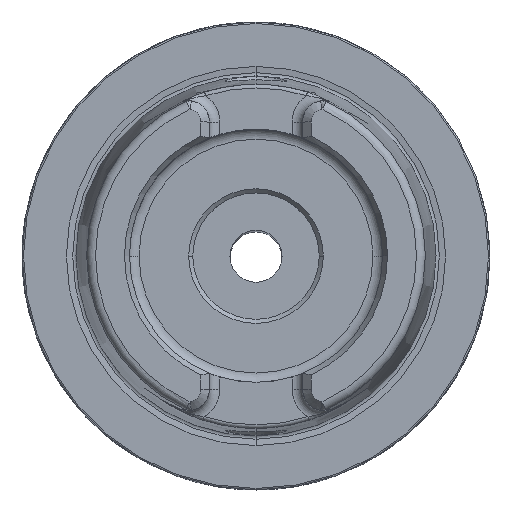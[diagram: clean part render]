
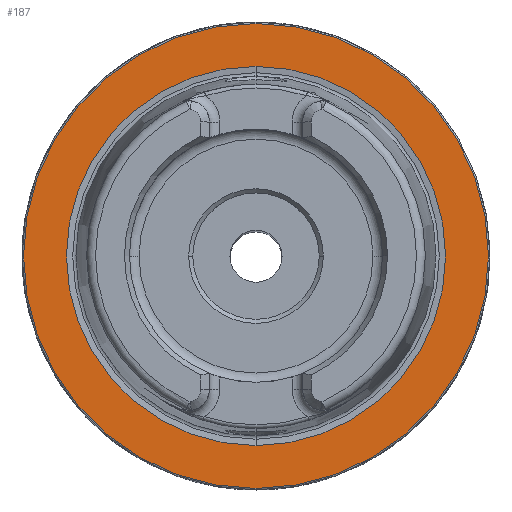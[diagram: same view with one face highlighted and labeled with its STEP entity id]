
A CAD part, top view. The second image highlights one B-rep face of the part: STEP entity #187.
In plain terms, the highlighted planar face has unit normal (0, 0, 1).
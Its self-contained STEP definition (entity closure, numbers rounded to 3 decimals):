
#187 = ADVANCED_FACE ( 'NONE', ( #4972, #4994 ), #8977, .T. ) ;
#274 = AXIS2_PLACEMENT_3D ( 'NONE', #1728, #1703, #1657 ) ;
#1657 = DIRECTION ( 'NONE',  ( 0., -1., 0. ) ) ;
#1703 = DIRECTION ( 'NONE',  ( 0., 0., 1. ) ) ;
#1728 = CARTESIAN_POINT ( 'NONE',  ( 0., 0., 0. ) ) ;
#2555 = ORIENTED_EDGE ( 'NONE', *, *, #10397, .T. ) ;
#2597 = ORIENTED_EDGE ( 'NONE', *, *, #4774, .T. ) ;
#2686 = CARTESIAN_POINT ( 'NONE',  ( 0., 31.27, 0. ) ) ;
#3606 = CIRCLE ( 'NONE', #274, 31.27 ) ;
#3622 = CARTESIAN_POINT ( 'NONE',  ( 0., -31.27, 0. ) ) ;
#4180 = ORIENTED_EDGE ( 'NONE', *, *, #9963, .T. ) ;
#4740 = EDGE_CURVE ( 'NONE', #7917, #9285, #8522, .T. ) ;
#4774 = EDGE_CURVE ( 'NONE', #11941, #10959, #8509, .T. ) ;
#4972 = FACE_OUTER_BOUND ( 'NONE', #9366, .T. ) ;
#4994 = FACE_BOUND ( 'NONE', #5498, .T. ) ;
#5086 = CARTESIAN_POINT ( 'NONE',  ( 0., 25.5, 0. ) ) ;
#5498 = EDGE_LOOP ( 'NONE', ( #4180, #6692 ) ) ;
#6665 = AXIS2_PLACEMENT_3D ( 'NONE', #8429, #8427, #8411 ) ;
#6692 = ORIENTED_EDGE ( 'NONE', *, *, #4740, .T. ) ;
#7374 = DIRECTION ( 'NONE',  ( 0., -1., 0. ) ) ;
#7386 = DIRECTION ( 'NONE',  ( 0., 0., 1. ) ) ;
#7400 = CARTESIAN_POINT ( 'NONE',  ( 0., 0., 0. ) ) ;
#7452 = DIRECTION ( 'NONE',  ( 0., 1., 0. ) ) ;
#7455 = DIRECTION ( 'NONE',  ( 0., 0., -1. ) ) ;
#7498 = CARTESIAN_POINT ( 'NONE',  ( 0., 0., 0. ) ) ;
#7917 = VERTEX_POINT ( 'NONE', #5086 ) ;
#8043 = CARTESIAN_POINT ( 'NONE',  ( 0., -25.5, 0. ) ) ;
#8240 = AXIS2_PLACEMENT_3D ( 'NONE', #9079, #8998, #8935 ) ;
#8411 = DIRECTION ( 'NONE',  ( 0., -1., 0. ) ) ;
#8427 = DIRECTION ( 'NONE',  ( 0., 0., 1. ) ) ;
#8429 = CARTESIAN_POINT ( 'NONE',  ( 0., 31.47, 0. ) ) ;
#8509 = CIRCLE ( 'NONE', #11212, 31.27 ) ;
#8522 = CIRCLE ( 'NONE', #11278, 25.5 ) ;
#8639 = CIRCLE ( 'NONE', #8240, 25.5 ) ;
#8935 = DIRECTION ( 'NONE',  ( 0., 1., 0. ) ) ;
#8977 = PLANE ( 'NONE',  #6665 ) ;
#8998 = DIRECTION ( 'NONE',  ( 0., 0., -1. ) ) ;
#9079 = CARTESIAN_POINT ( 'NONE',  ( 0., 0., 0. ) ) ;
#9285 = VERTEX_POINT ( 'NONE', #8043 ) ;
#9366 = EDGE_LOOP ( 'NONE', ( #2555, #2597 ) ) ;
#9963 = EDGE_CURVE ( 'NONE', #9285, #7917, #8639, .T. ) ;
#10397 = EDGE_CURVE ( 'NONE', #10959, #11941, #3606, .T. ) ;
#10959 = VERTEX_POINT ( 'NONE', #3622 ) ;
#11212 = AXIS2_PLACEMENT_3D ( 'NONE', #7400, #7386, #7374 ) ;
#11278 = AXIS2_PLACEMENT_3D ( 'NONE', #7498, #7455, #7452 ) ;
#11941 = VERTEX_POINT ( 'NONE', #2686 ) ;
